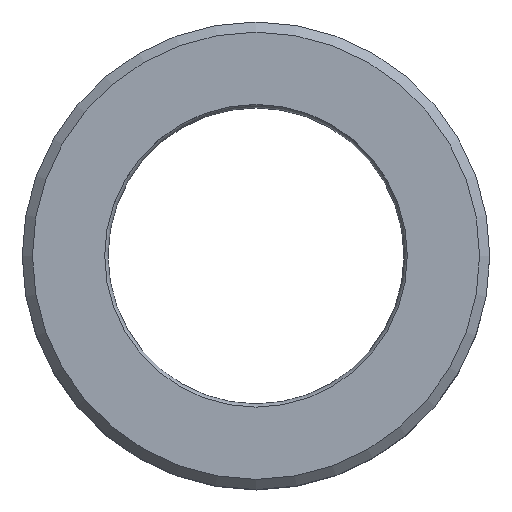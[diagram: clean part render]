
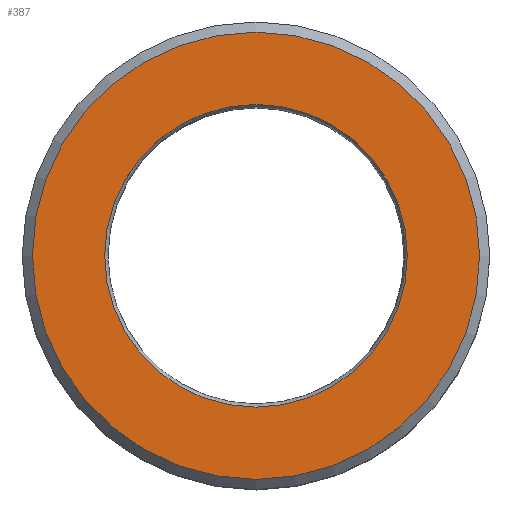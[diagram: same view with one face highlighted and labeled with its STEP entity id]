
A CAD part, top view. The second image highlights one B-rep face of the part: STEP entity #387.
In plain terms, the highlighted planar face has unit normal (0, 0, 1).
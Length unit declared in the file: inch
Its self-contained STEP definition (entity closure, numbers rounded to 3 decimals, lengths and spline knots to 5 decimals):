
#25=PLANE('',#458);
#51=FACE_BOUND('',#130,.T.);
#83=FACE_OUTER_BOUND('',#129,.T.);
#129=EDGE_LOOP('',(#289));
#130=EDGE_LOOP('',(#290));
#179=CIRCLE('',#455,0.6575);
#181=CIRCLE('',#459,0.445);
#211=VERTEX_POINT('',#664);
#213=VERTEX_POINT('',#670);
#243=EDGE_CURVE('',#211,#211,#179,.T.);
#245=EDGE_CURVE('',#213,#213,#181,.T.);
#289=ORIENTED_EDGE('',*,*,#243,.F.);
#290=ORIENTED_EDGE('',*,*,#245,.T.);
#387=ADVANCED_FACE('',(#83,#51),#25,.T.);
#455=AXIS2_PLACEMENT_3D('',#665,#548,#549);
#458=AXIS2_PLACEMENT_3D('',#669,#554,#555);
#459=AXIS2_PLACEMENT_3D('',#671,#556,#557);
#548=DIRECTION('center_axis',(0.,0.,
-1.));
#549=DIRECTION('ref_axis',(-1.,0.,0.));
#554=DIRECTION('center_axis',(0.,0.,
1.));
#555=DIRECTION('ref_axis',(-1.,0.,0.));
#556=DIRECTION('center_axis',(0.,0.,
-1.));
#557=DIRECTION('ref_axis',(-1.,0.,0.));
#664=CARTESIAN_POINT('',(0.47033,-0.02159,0.91752));
#665=CARTESIAN_POINT('Origin',(-0.18717,-0.02159,0.91752));
#669=CARTESIAN_POINT('Origin',(-0.18717,-0.02159,0.91752));
#670=CARTESIAN_POINT('',(0.25783,-0.02159,0.91752));
#671=CARTESIAN_POINT('Origin',(-0.18717,-0.02159,0.91752));
